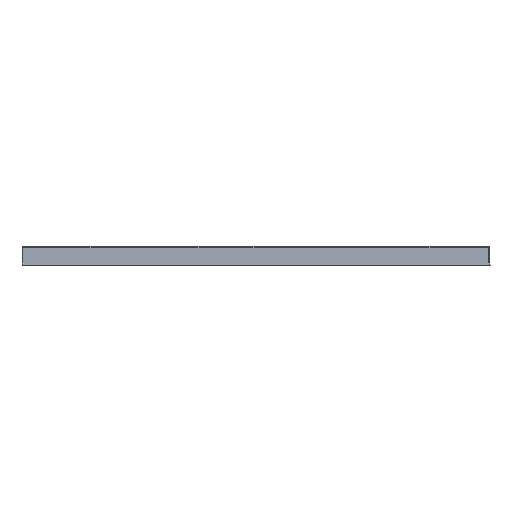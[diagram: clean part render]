
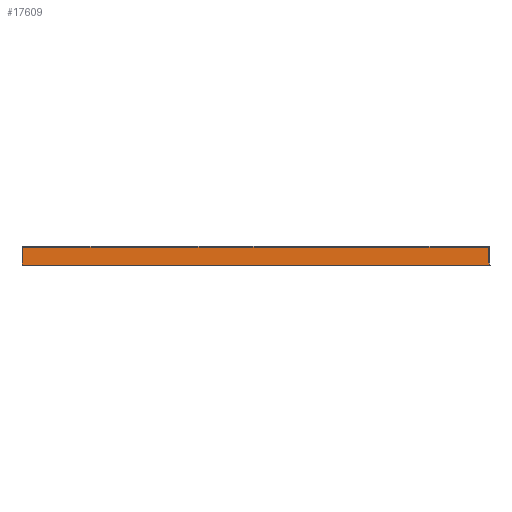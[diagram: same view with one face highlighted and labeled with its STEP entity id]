
A CAD part, top view. The second image highlights one B-rep face of the part: STEP entity #17609.
In plain terms, the highlighted planar face has unit normal (0, 0.035, 0.999).
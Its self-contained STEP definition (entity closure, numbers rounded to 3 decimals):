
#1=CARTESIAN_POINT('',(390.,-2.039,436.174));
#2=CARTESIAN_POINT('',(411.432,-2.039,436.174));
#3=CARTESIAN_POINT('',(453.946,-2.028,436.174));
#4=CARTESIAN_POINT('',(519.325,-1.991,436.173));
#5=CARTESIAN_POINT('',(566.784,-1.955,436.17));
#6=CARTESIAN_POINT('',(593.159,-1.934,436.171));
#7=CARTESIAN_POINT('',(596.672,-1.932,436.171));
#9=DIRECTION('',(0.035,-0.999,0.035));
#10=VECTOR('',#9,38.115);
#11=CARTESIAN_POINT('',(596.672,-1.932,436.171));
#12=LINE('',#11,#10);
#13=DIRECTION('',(0.,-0.999,0.035));
#14=VECTOR('',#13,37.985);
#15=CARTESIAN_POINT('',(-400.,-2.038,436.174));
#16=LINE('',#15,#14);
#99=DIRECTION('',(1.,0.,0.));
#100=VECTOR('',#99,998.001);
#101=CARTESIAN_POINT('',(-400.,-40.,437.5));
#102=LINE('',#101,#100);
#584=CARTESIAN_POINT('',(390.,-2.039,436.174));
#585=CARTESIAN_POINT('',(382.521,-2.039,436.174));
#586=CARTESIAN_POINT('',(367.914,-2.038,436.174));
#587=CARTESIAN_POINT('',(347.324,-2.035,436.174));
#588=CARTESIAN_POINT('',(327.249,-2.032,436.174));
#589=CARTESIAN_POINT('',(306.81,-2.027,436.174));
#590=CARTESIAN_POINT('',(284.526,-2.02,436.174));
#591=CARTESIAN_POINT('',(261.408,-2.012,436.173));
#592=CARTESIAN_POINT('',(236.609,-2.003,436.173));
#593=CARTESIAN_POINT('',(208.467,-1.993,436.173));
#594=CARTESIAN_POINT('',(177.16,-1.981,436.172));
#595=CARTESIAN_POINT('',(141.394,-1.967,436.172));
#596=CARTESIAN_POINT('',(114.374,-1.959,436.172));
#597=CARTESIAN_POINT('',(100.087,-1.955,436.171));
#629=DIRECTION('',(-1.,0.,0.));
#630=VECTOR('',#629,100.087);
#631=CARTESIAN_POINT('',(100.087,-1.955,436.171));
#632=LINE('',#631,#630);
#638=DIRECTION('',(-1.,0.,0.));
#639=VECTOR('',#638,100.087);
#640=CARTESIAN_POINT('',(0.,-1.955,
436.171));
#641=LINE('',#640,#639);
#672=CARTESIAN_POINT('',(-100.087,-1.955,436.171));
#673=CARTESIAN_POINT('',(-132.117,-1.964,436.172));
#674=CARTESIAN_POINT('',(-196.299,-1.983,436.172));
#675=CARTESIAN_POINT('',(-292.936,-2.011,436.173));
#676=CARTESIAN_POINT('',(-357.605,-2.029,436.174));
#677=CARTESIAN_POINT('',(-390.,-2.039,436.174));
#687=DIRECTION('',(-1.,0.,0.));
#688=VECTOR('',#687,10.);
#689=CARTESIAN_POINT('',(-390.,-2.039,436.174));
#690=LINE('',#689,#688);
#16004=CARTESIAN_POINT('',(-400.,-2.038,
436.174));
#16005=CARTESIAN_POINT('',(-400.,-40.,437.5));
#16006=VERTEX_POINT('',#16004);
#16007=VERTEX_POINT('',#16005);
#16008=CARTESIAN_POINT('',(-390.,-2.039,
436.174));
#16009=VERTEX_POINT('',#16008);
#16010=VERTEX_POINT('',#672);
#16011=CARTESIAN_POINT('',(0.,-1.955,
436.171));
#16012=VERTEX_POINT('',#16011);
#16013=CARTESIAN_POINT('',(100.087,-1.955,
436.171));
#16014=VERTEX_POINT('',#16013);
#16015=VERTEX_POINT('',#584);
#16016=VERTEX_POINT('',#7);
#16017=CARTESIAN_POINT('',(598.001,-40.,
437.5));
#16018=VERTEX_POINT('',#16017);
#17584=CARTESIAN_POINT('',(99.001,-20.966,
436.835));
#17585=DIRECTION('',(0.,0.035,0.999));
#17586=DIRECTION('',(0.,0.999,-0.035));
#17587=AXIS2_PLACEMENT_3D('',#17584,#17585,#17586);
#17588=PLANE('',#17587);
#17590=ORIENTED_EDGE('',*,*,#17589,.F.);
#17592=ORIENTED_EDGE('',*,*,#17591,.F.);
#17594=ORIENTED_EDGE('',*,*,#17593,.F.);
#17596=ORIENTED_EDGE('',*,*,#17595,.F.);
#17598=ORIENTED_EDGE('',*,*,#17597,.F.);
#17600=ORIENTED_EDGE('',*,*,#17599,.F.);
#17602=ORIENTED_EDGE('',*,*,#17601,.T.);
#17604=ORIENTED_EDGE('',*,*,#17603,.T.);
#17606=ORIENTED_EDGE('',*,*,#17605,.F.);
#17607=EDGE_LOOP('',(#17590,#17592,#17594,#17596,#17598,#17600,#17602,#17604,
#17606));
#17608=FACE_OUTER_BOUND('',#17607,.F.);
#17609=ADVANCED_FACE('',(#17608),#17588,.T.);
#8=B_SPLINE_CURVE_WITH_KNOTS('',3,(#1,#2,#3,#4,#5,#6,#7),.UNSPECIFIED.,.F.,.F.,(
4,1,1,1,4),(0.,0.311,0.617,0.949,1.),
.UNSPECIFIED.);
#598=B_SPLINE_CURVE_WITH_KNOTS('',3,(#584,#585,#586,#587,#588,#589,#590,#591,
#592,#593,#594,#595,#596,#597),.UNSPECIFIED.,.F.,.F.,(4,1,1,1,1,1,1,1,1,1,1,4),(
0.,0.091,0.182,0.273,0.364,
0.455,0.545,0.636,0.727,
0.818,0.909,1.),.UNSPECIFIED.);
#678=B_SPLINE_CURVE_WITH_KNOTS('',3,(#672,#673,#674,#675,#676,#677),
.UNSPECIFIED.,.F.,.F.,(4,1,1,4),(0.,0.333,0.667,1.),
.UNSPECIFIED.);
#17589=EDGE_CURVE('',#16006,#16007,#16,.T.);
#17591=EDGE_CURVE('',#16009,#16006,#690,.T.);
#17593=EDGE_CURVE('',#16010,#16009,#678,.T.);
#17595=EDGE_CURVE('',#16012,#16010,#641,.T.);
#17597=EDGE_CURVE('',#16014,#16012,#632,.T.);
#17599=EDGE_CURVE('',#16015,#16014,#598,.T.);
#17601=EDGE_CURVE('',#16015,#16016,#8,.T.);
#17603=EDGE_CURVE('',#16016,#16018,#12,.T.);
#17605=EDGE_CURVE('',#16007,#16018,#102,.T.);
